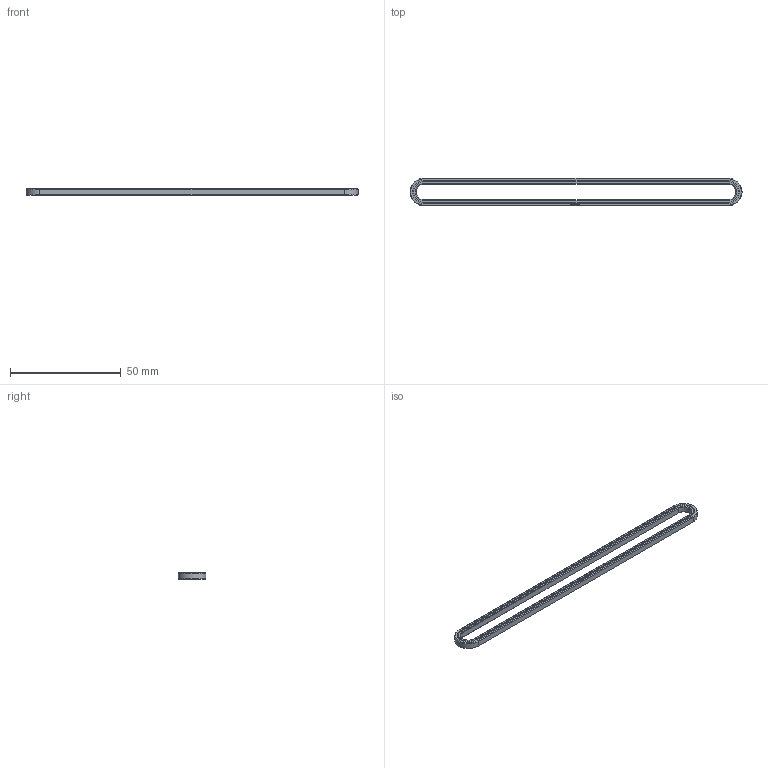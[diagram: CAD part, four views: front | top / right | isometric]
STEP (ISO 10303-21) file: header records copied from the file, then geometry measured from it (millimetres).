
FILE_DESCRIPTION(('FreeCAD Model'),'2;1');
FILE_NAME('Open CASCADE Shape Model','2023-01-09T00:37:59',(''),(''), 'Open CASCADE STEP processor 7.6','FreeCAD','Unknown');
FILE_SCHEMA(('AUTOMOTIVE_DESIGN { 1 0 10303 214 1 1 1 1 }'));
Length unit declared in the file: millimetre
Products named in the file (1): Brace STR SLT FL ERR BU12x01x00.25 - SPN-BRC-0113 (stemfie.org)
Bounding box: 150 x 12.5 x 3.12 mm (x, y, z)
Volume: 2537.9 mm3; surface area: 3499.6 mm2
Topology: 1 solids, 1 shells, 539 faces, 1496 edges, 993 vertices
Faces by surface type: plane 341, extrusion 182, cylinder 8, cone 8
Entity records: 36709 total; most frequent: CARTESIAN_POINT 7843, DIRECTION 4683, VECTOR 3891, LINE 3709, ORIENTED_EDGE 2992, PCURVE 2992, DEFINITIONAL_REPRESENTATION 2992, EDGE_CURVE 1496
